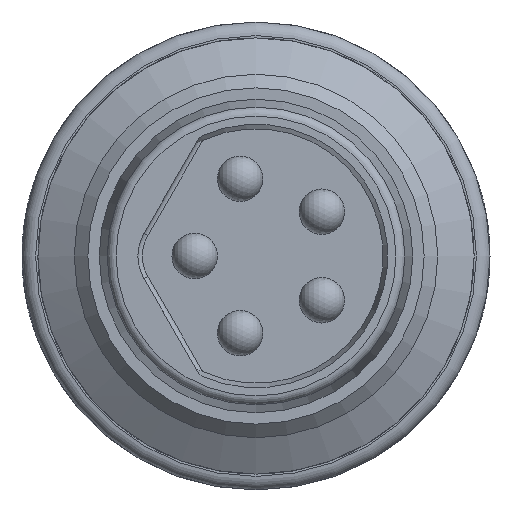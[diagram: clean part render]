
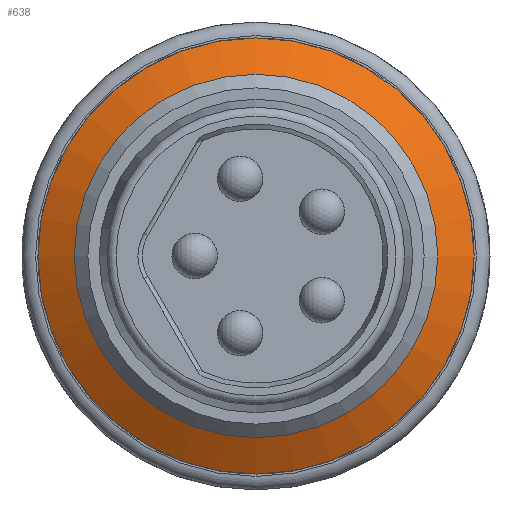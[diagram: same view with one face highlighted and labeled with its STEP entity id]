
A CAD part, front view. The second image highlights one B-rep face of the part: STEP entity #638.
In plain terms, the highlighted conical face has half-angle 60 degrees and reference radius 4 mm.
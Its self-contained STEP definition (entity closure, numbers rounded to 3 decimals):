
#215=CONICAL_SURFACE('',#2453,4.,60.);
#638=ADVANCED_FACE('',(#776,#777),#215,.T.);
#776=FACE_BOUND('',#932,.T.);
#777=FACE_BOUND('',#933,.T.);
#932=EDGE_LOOP('',(#1409));
#933=EDGE_LOOP('',(#1410));
#1409=ORIENTED_EDGE('',*,*,#2002,.F.);
#1410=ORIENTED_EDGE('',*,*,#1797,.T.);
#1602=VERTEX_POINT('',#3203);
#1731=VERTEX_POINT('',#4691);
#1797=EDGE_CURVE('',#1602,#1602,#2093,.T.);
#2002=EDGE_CURVE('',#1731,#1731,#2208,.T.);
#2093=CIRCLE('',#2263,4.);
#2208=CIRCLE('',#2452,4.8);
#2263=AXIS2_PLACEMENT_3D('',#3202,#2575,#2576);
#2452=AXIS2_PLACEMENT_3D('',#4690,#2987,#2988);
#2453=AXIS2_PLACEMENT_3D('',#4692,#2989,#2990);
#2575=DIRECTION('',(0.,1.,0.));
#2576=DIRECTION('',(0.,0.,-1.));
#2987=DIRECTION('',(0.,1.,0.));
#2988=DIRECTION('',(0.866,0.,0.5));
#2989=DIRECTION('',(0.,1.,0.));
#2990=DIRECTION('',(-0.866,0.,-0.5));
#3202=CARTESIAN_POINT('',(76.9,17.7,0.));
#3203=CARTESIAN_POINT('',(76.9,17.7,-4.));
#4690=CARTESIAN_POINT('',(76.9,18.162,0.));
#4691=CARTESIAN_POINT('',(81.057,18.162,2.4));
#4692=CARTESIAN_POINT('',(76.9,17.7,0.));
